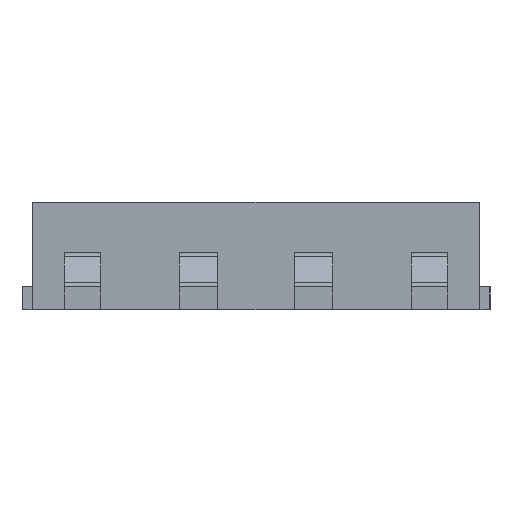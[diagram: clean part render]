
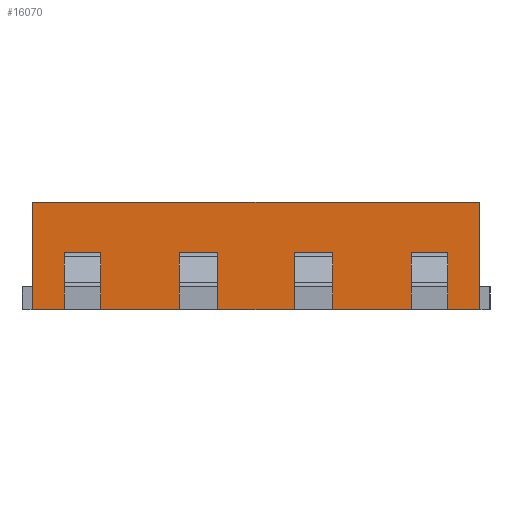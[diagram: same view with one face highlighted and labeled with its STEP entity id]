
A CAD part, front view. The second image highlights one B-rep face of the part: STEP entity #16070.
In plain terms, the highlighted planar face has unit normal (0, -1, 0).
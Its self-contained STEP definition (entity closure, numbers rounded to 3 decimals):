
#11409 = PLANE('',#11410);
#11410 = AXIS2_PLACEMENT_3D('',#11411,#11412,#11413);
#11411 = CARTESIAN_POINT('',(0.,0.,1.17));
#11412 = DIRECTION('',(0.,0.,-1.));
#11413 = DIRECTION('',(-1.,0.,-0.));
#13768 = VERTEX_POINT('',#13769);
#13769 = CARTESIAN_POINT('',(15.548,383.931,1.17));
#13783 = PLANE('',#13784);
#13784 = AXIS2_PLACEMENT_3D('',#13785,#13786,#13787);
#13785 = CARTESIAN_POINT('',(15.548,383.931,1.17));
#13786 = DIRECTION('',(1.,0.,0.));
#13787 = DIRECTION('',(0.,0.,-1.));
#13795 = EDGE_CURVE('',#13768,#13796,#13798,.T.);
#13796 = VERTEX_POINT('',#13797);
#13797 = CARTESIAN_POINT('',(20.42,383.931,1.17));
#13798 = SURFACE_CURVE('',#13799,(#13803,#13810),.PCURVE_S1.);
#13799 = LINE('',#13800,#13801);
#13800 = CARTESIAN_POINT('',(20.42,383.931,1.17));
#13801 = VECTOR('',#13802,1.);
#13802 = DIRECTION('',(1.,-0.,-0.));
#13803 = PCURVE('',#11409,#13804);
#13804 = DEFINITIONAL_REPRESENTATION('',(#13805),#13809);
#13805 = LINE('',#13806,#13807);
#13806 = CARTESIAN_POINT('',(-20.42,383.931));
#13807 = VECTOR('',#13808,1.);
#13808 = DIRECTION('',(-1.,0.));
#13809 = ( GEOMETRIC_REPRESENTATION_CONTEXT(2) 
PARAMETRIC_REPRESENTATION_CONTEXT() REPRESENTATION_CONTEXT('2D SPACE',''
  ) );
#13810 = PCURVE('',#13811,#13816);
#13811 = PLANE('',#13812);
#13812 = AXIS2_PLACEMENT_3D('',#13813,#13814,#13815);
#13813 = CARTESIAN_POINT('',(20.42,383.931,1.17));
#13814 = DIRECTION('',(0.,1.,-0.));
#13815 = DIRECTION('',(0.,0.,1.));
#13816 = DEFINITIONAL_REPRESENTATION('',(#13817),#13821);
#13817 = LINE('',#13818,#13819);
#13818 = CARTESIAN_POINT('',(0.,0.));
#13819 = VECTOR('',#13820,1.);
#13820 = DIRECTION('',(0.,1.));
#13821 = ( GEOMETRIC_REPRESENTATION_CONTEXT(2) 
PARAMETRIC_REPRESENTATION_CONTEXT() REPRESENTATION_CONTEXT('2D SPACE',''
  ) );
#13839 = PLANE('',#13840);
#13840 = AXIS2_PLACEMENT_3D('',#13841,#13842,#13843);
#13841 = CARTESIAN_POINT('',(20.42,388.285,1.17));
#13842 = DIRECTION('',(-1.,0.,0.));
#13843 = DIRECTION('',(0.,0.,1.));
#16001 = VERTEX_POINT('',#16002);
#16002 = CARTESIAN_POINT('',(15.548,383.931,0.));
#16016 = PLANE('',#16017);
#16017 = AXIS2_PLACEMENT_3D('',#16018,#16019,#16020);
#16018 = CARTESIAN_POINT('',(0.,0.,0.));
#16019 = DIRECTION('',(0.,0.,-1.));
#16020 = DIRECTION('',(-1.,0.,-0.));
#16028 = EDGE_CURVE('',#13768,#16001,#16029,.T.);
#16029 = SURFACE_CURVE('',#16030,(#16034,#16041),.PCURVE_S1.);
#16030 = LINE('',#16031,#16032);
#16031 = CARTESIAN_POINT('',(15.548,383.931,1.17));
#16032 = VECTOR('',#16033,1.);
#16033 = DIRECTION('',(-0.,-0.,-1.));
#16034 = PCURVE('',#13783,#16035);
#16035 = DEFINITIONAL_REPRESENTATION('',(#16036),#16040);
#16036 = LINE('',#16037,#16038);
#16037 = CARTESIAN_POINT('',(0.,0.));
#16038 = VECTOR('',#16039,1.);
#16039 = DIRECTION('',(1.,0.));
#16040 = ( GEOMETRIC_REPRESENTATION_CONTEXT(2) 
PARAMETRIC_REPRESENTATION_CONTEXT() REPRESENTATION_CONTEXT('2D SPACE',''
  ) );
#16041 = PCURVE('',#13811,#16042);
#16042 = DEFINITIONAL_REPRESENTATION('',(#16043),#16047);
#16043 = LINE('',#16044,#16045);
#16044 = CARTESIAN_POINT('',(0.,-4.872));
#16045 = VECTOR('',#16046,1.);
#16046 = DIRECTION('',(-1.,0.));
#16047 = ( GEOMETRIC_REPRESENTATION_CONTEXT(2) 
PARAMETRIC_REPRESENTATION_CONTEXT() REPRESENTATION_CONTEXT('2D SPACE',''
  ) );
#16070 = ADVANCED_FACE('',(#16071),#13811,.F.);
#16071 = FACE_BOUND('',#16072,.T.);
#16072 = EDGE_LOOP('',(#16073,#16096,#16117,#16118));
#16073 = ORIENTED_EDGE('',*,*,#16074,.T.);
#16074 = EDGE_CURVE('',#16001,#16075,#16077,.T.);
#16075 = VERTEX_POINT('',#16076);
#16076 = CARTESIAN_POINT('',(20.42,383.931,0.));
#16077 = SURFACE_CURVE('',#16078,(#16082,#16089),.PCURVE_S1.);
#16078 = LINE('',#16079,#16080);
#16079 = CARTESIAN_POINT('',(20.42,383.931,0.));
#16080 = VECTOR('',#16081,1.);
#16081 = DIRECTION('',(1.,-0.,-0.));
#16082 = PCURVE('',#13811,#16083);
#16083 = DEFINITIONAL_REPRESENTATION('',(#16084),#16088);
#16084 = LINE('',#16085,#16086);
#16085 = CARTESIAN_POINT('',(-1.17,0.));
#16086 = VECTOR('',#16087,1.);
#16087 = DIRECTION('',(0.,1.));
#16088 = ( GEOMETRIC_REPRESENTATION_CONTEXT(2) 
PARAMETRIC_REPRESENTATION_CONTEXT() REPRESENTATION_CONTEXT('2D SPACE',''
  ) );
#16089 = PCURVE('',#16016,#16090);
#16090 = DEFINITIONAL_REPRESENTATION('',(#16091),#16095);
#16091 = LINE('',#16092,#16093);
#16092 = CARTESIAN_POINT('',(-20.42,383.931));
#16093 = VECTOR('',#16094,1.);
#16094 = DIRECTION('',(-1.,0.));
#16095 = ( GEOMETRIC_REPRESENTATION_CONTEXT(2) 
PARAMETRIC_REPRESENTATION_CONTEXT() REPRESENTATION_CONTEXT('2D SPACE',''
  ) );
#16096 = ORIENTED_EDGE('',*,*,#16097,.F.);
#16097 = EDGE_CURVE('',#13796,#16075,#16098,.T.);
#16098 = SURFACE_CURVE('',#16099,(#16103,#16110),.PCURVE_S1.);
#16099 = LINE('',#16100,#16101);
#16100 = CARTESIAN_POINT('',(20.42,383.931,1.17));
#16101 = VECTOR('',#16102,1.);
#16102 = DIRECTION('',(-0.,-0.,-1.));
#16103 = PCURVE('',#13811,#16104);
#16104 = DEFINITIONAL_REPRESENTATION('',(#16105),#16109);
#16105 = LINE('',#16106,#16107);
#16106 = CARTESIAN_POINT('',(0.,0.));
#16107 = VECTOR('',#16108,1.);
#16108 = DIRECTION('',(-1.,0.));
#16109 = ( GEOMETRIC_REPRESENTATION_CONTEXT(2) 
PARAMETRIC_REPRESENTATION_CONTEXT() REPRESENTATION_CONTEXT('2D SPACE',''
  ) );
#16110 = PCURVE('',#13839,#16111);
#16111 = DEFINITIONAL_REPRESENTATION('',(#16112),#16116);
#16112 = LINE('',#16113,#16114);
#16113 = CARTESIAN_POINT('',(0.,-4.354));
#16114 = VECTOR('',#16115,1.);
#16115 = DIRECTION('',(-1.,0.));
#16116 = ( GEOMETRIC_REPRESENTATION_CONTEXT(2) 
PARAMETRIC_REPRESENTATION_CONTEXT() REPRESENTATION_CONTEXT('2D SPACE',''
  ) );
#16117 = ORIENTED_EDGE('',*,*,#13795,.F.);
#16118 = ORIENTED_EDGE('',*,*,#16028,.T.);
